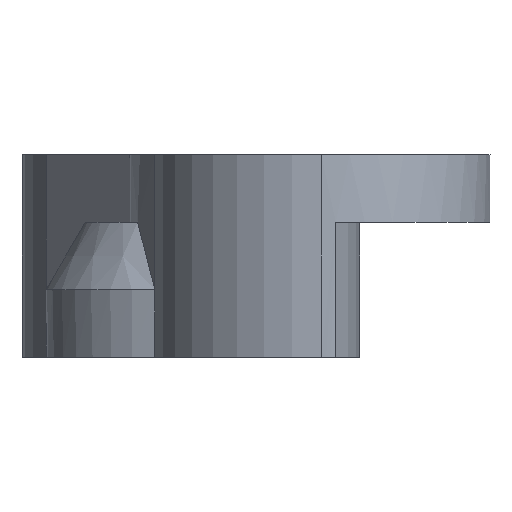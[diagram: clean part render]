
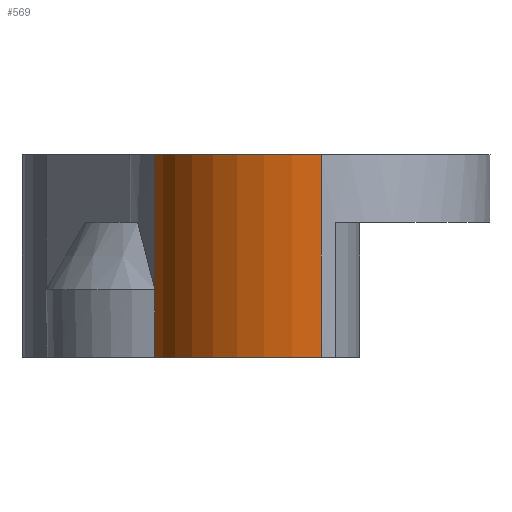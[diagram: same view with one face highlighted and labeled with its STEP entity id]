
A CAD part, left-side view. The second image highlights one B-rep face of the part: STEP entity #569.
In plain terms, the highlighted cylindrical face has radius 17.5 mm (diameter 35 mm), a partial arc.
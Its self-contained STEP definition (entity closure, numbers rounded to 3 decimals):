
#35 = CARTESIAN_POINT ( 'NONE',  ( -11.393, -13.48, 21. ) ) ;
#38 = ORIENTED_EDGE ( 'NONE', *, *, #871, .F. ) ;
#54 = CARTESIAN_POINT ( 'NONE',  ( -11.393, -13.48, 42. ) ) ;
#79 = CARTESIAN_POINT ( 'NONE',  ( -14.527, 3.737, 28. ) ) ;
#112 = VECTOR ( 'NONE', #859, 1000. ) ;
#117 = CIRCLE ( 'NONE', #292, 17.5 ) ;
#123 = ORIENTED_EDGE ( 'NONE', *, *, #557, .F. ) ;
#129 = DIRECTION ( 'NONE',  ( 1., 0., 0. ) ) ;
#160 = FACE_OUTER_BOUND ( 'NONE', #488, .T. ) ;
#183 = CARTESIAN_POINT ( 'NONE',  ( -28.893, -13.48, 42. ) ) ;
#200 = VECTOR ( 'NONE', #770, 1000. ) ;
#201 = EDGE_CURVE ( 'NONE', #400, #665, #313, .T. ) ;
#204 = CARTESIAN_POINT ( 'NONE',  ( -28.893, -13.48, 21. ) ) ;
#252 = CARTESIAN_POINT ( 'NONE',  ( -11.393, -13.48, 21. ) ) ;
#256 = VERTEX_POINT ( 'NONE', #556 ) ;
#291 = VECTOR ( 'NONE', #472, 1000. ) ;
#292 = AXIS2_PLACEMENT_3D ( 'NONE', #54, #544, #129 ) ;
#297 = EDGE_CURVE ( 'NONE', #637, #861, #717, .T. ) ;
#299 = CYLINDRICAL_SURFACE ( 'NONE', #669, 17.5 ) ;
#301 = LINE ( 'NONE', #788, #112 ) ;
#305 = CARTESIAN_POINT ( 'NONE',  ( -14.527, 3.737, 21. ) ) ;
#313 = LINE ( 'NONE', #204, #291 ) ;
#316 = DIRECTION ( 'NONE',  ( -1., 0., 0. ) ) ;
#400 = VERTEX_POINT ( 'NONE', #183 ) ;
#421 = EDGE_CURVE ( 'NONE', #256, #637, #301, .T. ) ;
#441 = AXIS2_PLACEMENT_3D ( 'NONE', #252, #716, #316 ) ;
#472 = DIRECTION ( 'NONE',  ( 0., 0., -1. ) ) ;
#488 = EDGE_LOOP ( 'NONE', ( #571, #38, #673, #778, #123 ) ) ;
#544 = DIRECTION ( 'NONE',  ( 0., 0., 1. ) ) ;
#556 = CARTESIAN_POINT ( 'NONE',  ( -14.527, 3.737, 42. ) ) ;
#557 = EDGE_CURVE ( 'NONE', #665, #861, #574, .T. ) ;
#565 = CARTESIAN_POINT ( 'NONE',  ( -28.893, -13.48, 21. ) ) ;
#569 = ADVANCED_FACE ( 'NONE', ( #160 ), #299, .T. ) ;
#571 = ORIENTED_EDGE ( 'NONE', *, *, #201, .F. ) ;
#574 = CIRCLE ( 'NONE', #441, 17.5 ) ;
#589 = DIRECTION ( 'NONE',  ( -1., 0., 0. ) ) ;
#637 = VERTEX_POINT ( 'NONE', #79 ) ;
#665 = VERTEX_POINT ( 'NONE', #565 ) ;
#669 = AXIS2_PLACEMENT_3D ( 'NONE', #35, #854, #589 ) ;
#673 = ORIENTED_EDGE ( 'NONE', *, *, #421, .T. ) ;
#674 = CARTESIAN_POINT ( 'NONE',  ( -14.527, 3.737, 21. ) ) ;
#716 = DIRECTION ( 'NONE',  ( 0., 0., -1. ) ) ;
#717 = LINE ( 'NONE', #305, #200 ) ;
#770 = DIRECTION ( 'NONE',  ( 0., 0., -1. ) ) ;
#778 = ORIENTED_EDGE ( 'NONE', *, *, #297, .T. ) ;
#788 = CARTESIAN_POINT ( 'NONE',  ( -14.527, 3.737, 21. ) ) ;
#854 = DIRECTION ( 'NONE',  ( 0., 0., -1. ) ) ;
#859 = DIRECTION ( 'NONE',  ( 0., 0., -1. ) ) ;
#861 = VERTEX_POINT ( 'NONE', #674 ) ;
#871 = EDGE_CURVE ( 'NONE', #256, #400, #117, .T. ) ;
